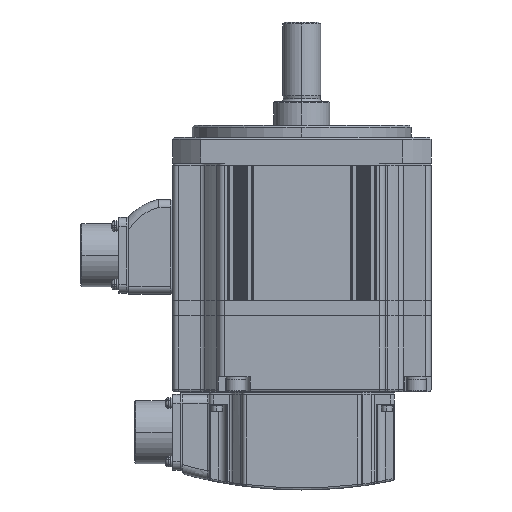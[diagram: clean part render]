
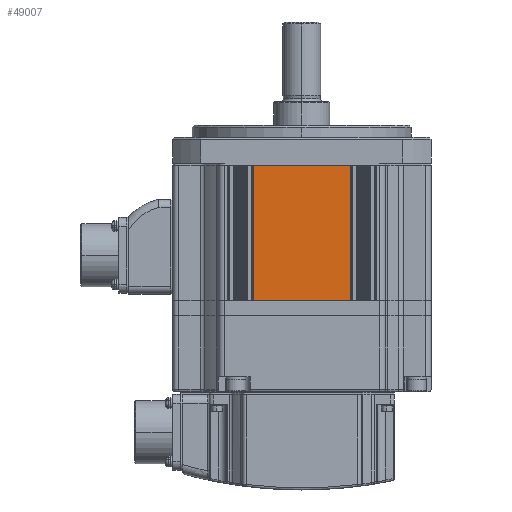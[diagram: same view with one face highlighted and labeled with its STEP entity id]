
A CAD part, left-side view. The second image highlights one B-rep face of the part: STEP entity #49007.
In plain terms, the highlighted planar face has unit normal (-1, 0, 0).
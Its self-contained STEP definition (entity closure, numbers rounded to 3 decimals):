
#2317 = CARTESIAN_POINT ( 'NONE',  ( -65., 24.5, -10. ) ) ;
#2362 = LINE ( 'NONE', #2317, #60955 ) ;
#2363 = DIRECTION ( 'NONE',  ( 0., 0., -1. ) ) ;
#2403 = LINE ( 'NONE', #2460, #61068 ) ;
#2433 = DIRECTION ( 'NONE',  ( 0., 0., -1. ) ) ;
#2460 = CARTESIAN_POINT ( 'NONE',  ( -65., -24.5, -10. ) ) ;
#2462 = CARTESIAN_POINT ( 'NONE',  ( -65., -24.5, -78. ) ) ;
#2466 = DIRECTION ( 'NONE',  ( 0., -1., 0. ) ) ;
#2479 = LINE ( 'NONE', #2462, #61040 ) ;
#2487 = CARTESIAN_POINT ( 'NONE',  ( -65., -24.5, -10. ) ) ;
#2500 = LINE ( 'NONE', #2487, #61024 ) ;
#2505 = DIRECTION ( 'NONE',  ( 0., -1., 0. ) ) ;
#38981 = VERTEX_POINT ( 'NONE', #100005 ) ;
#39034 = VERTEX_POINT ( 'NONE', #100018 ) ;
#39077 = VERTEX_POINT ( 'NONE', #100047 ) ;
#39089 = VERTEX_POINT ( 'NONE', #100037 ) ;
#42266 = CARTESIAN_POINT ( 'NONE',  ( -65., -24.5, -10. ) ) ;
#42268 = PLANE ( 'NONE',  #43493 ) ;
#42281 = FACE_OUTER_BOUND ( 'NONE', #71757, .T. ) ;
#42305 = DIRECTION ( 'NONE',  ( 1., 0., 0. ) ) ;
#42345 = DIRECTION ( 'NONE',  ( 0., 0., -1. ) ) ;
#43493 = AXIS2_PLACEMENT_3D ( 'NONE', #42266, #42305, #42345 ) ;
#49007 = ADVANCED_FACE ( 'NONE', ( #42281 ), #42268, .F. ) ;
#53835 = ORIENTED_EDGE ( 'NONE', *, *, #90707, .F. ) ;
#53903 = ORIENTED_EDGE ( 'NONE', *, *, #90642, .T. ) ;
#54046 = ORIENTED_EDGE ( 'NONE', *, *, #90665, .F. ) ;
#54080 = ORIENTED_EDGE ( 'NONE', *, *, #90666, .T. ) ;
#60955 = VECTOR ( 'NONE', #2363, 1000. ) ;
#61024 = VECTOR ( 'NONE', #2505, 1000. ) ;
#61040 = VECTOR ( 'NONE', #2466, 1000. ) ;
#61068 = VECTOR ( 'NONE', #2433, 1000. ) ;
#71757 = EDGE_LOOP ( 'NONE', ( #54080, #54046, #53835, #53903 ) ) ;
#90642 = EDGE_CURVE ( 'NONE', #39077, #39089, #2362, .T. ) ;
#90665 = EDGE_CURVE ( 'NONE', #39034, #38981, #2403, .T. ) ;
#90666 = EDGE_CURVE ( 'NONE', #39089, #38981, #2479, .T. ) ;
#90707 = EDGE_CURVE ( 'NONE', #39077, #39034, #2500, .T. ) ;
#100005 = CARTESIAN_POINT ( 'NONE',  ( -65., -24.5, -78. ) ) ;
#100018 = CARTESIAN_POINT ( 'NONE',  ( -65., -24.5, -10. ) ) ;
#100037 = CARTESIAN_POINT ( 'NONE',  ( -65., 24.5, -78. ) ) ;
#100047 = CARTESIAN_POINT ( 'NONE',  ( -65., 24.5, -10. ) ) ;
